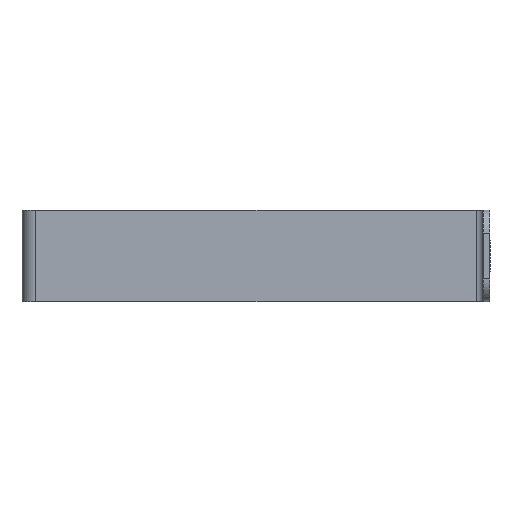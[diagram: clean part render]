
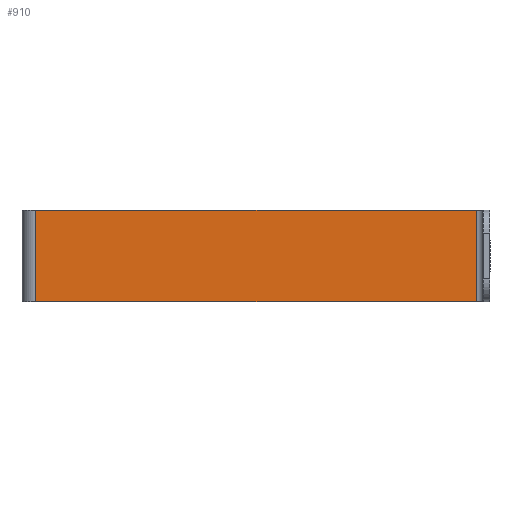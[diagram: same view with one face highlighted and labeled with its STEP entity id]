
A CAD part, front view. The second image highlights one B-rep face of the part: STEP entity #910.
In plain terms, the highlighted planar face has unit normal (0, -1, 0).
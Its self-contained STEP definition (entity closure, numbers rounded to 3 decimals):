
#40 = CARTESIAN_POINT ( 'NONE',  ( 48., 0., -10. ) ) ;
#57 = EDGE_CURVE ( 'NONE', #133, #771, #1063, .T. ) ;
#72 = CARTESIAN_POINT ( 'NONE',  ( 0., 0., 0. ) ) ;
#83 = LINE ( 'NONE', #1116, #1042 ) ;
#95 = DIRECTION ( 'NONE',  ( 0., 1., 0. ) ) ;
#133 = VERTEX_POINT ( 'NONE', #453 ) ;
#144 = EDGE_CURVE ( 'NONE', #176, #771, #373, .T. ) ;
#175 = PLANE ( 'NONE',  #748 ) ;
#176 = VERTEX_POINT ( 'NONE', #40 ) ;
#288 = EDGE_LOOP ( 'NONE', ( #939, #337, #677, #311 ) ) ;
#311 = ORIENTED_EDGE ( 'NONE', *, *, #144, .F. ) ;
#337 = ORIENTED_EDGE ( 'NONE', *, *, #936, .F. ) ;
#373 = LINE ( 'NONE', #730, #513 ) ;
#420 = VECTOR ( 'NONE', #1080, 1000. ) ;
#453 = CARTESIAN_POINT ( 'NONE',  ( -48., 0., 10. ) ) ;
#470 = DIRECTION ( 'NONE',  ( -1., 0., 0. ) ) ;
#513 = VECTOR ( 'NONE', #470, 1000. ) ;
#637 = VERTEX_POINT ( 'NONE', #834 ) ;
#652 = CARTESIAN_POINT ( 'NONE',  ( 48., 0., 10. ) ) ;
#676 = FACE_OUTER_BOUND ( 'NONE', #288, .T. ) ;
#677 = ORIENTED_EDGE ( 'NONE', *, *, #57, .T. ) ;
#730 = CARTESIAN_POINT ( 'NONE',  ( 51., 0., -10. ) ) ;
#748 = AXIS2_PLACEMENT_3D ( 'NONE', #72, #95, #1021 ) ;
#754 = LINE ( 'NONE', #652, #959 ) ;
#771 = VERTEX_POINT ( 'NONE', #795 ) ;
#795 = CARTESIAN_POINT ( 'NONE',  ( -48., 0., -10. ) ) ;
#834 = CARTESIAN_POINT ( 'NONE',  ( 48., 0., 10. ) ) ;
#910 = ADVANCED_FACE ( 'NONE', ( #676 ), #175, .F. ) ;
#912 = DIRECTION ( 'NONE',  ( 0., 0., -1. ) ) ;
#914 = CARTESIAN_POINT ( 'NONE',  ( -48., 0., 10. ) ) ;
#936 = EDGE_CURVE ( 'NONE', #133, #637, #83, .T. ) ;
#939 = ORIENTED_EDGE ( 'NONE', *, *, #1086, .F. ) ;
#959 = VECTOR ( 'NONE', #912, 1000. ) ;
#1021 = DIRECTION ( 'NONE',  ( 0., 0., 1. ) ) ;
#1026 = DIRECTION ( 'NONE',  ( 1., 0., 0. ) ) ;
#1042 = VECTOR ( 'NONE', #1026, 1000. ) ;
#1063 = LINE ( 'NONE', #914, #420 ) ;
#1080 = DIRECTION ( 'NONE',  ( 0., 0., -1. ) ) ;
#1086 = EDGE_CURVE ( 'NONE', #637, #176, #754, .T. ) ;
#1116 = CARTESIAN_POINT ( 'NONE',  ( 51., 0., 10. ) ) ;
